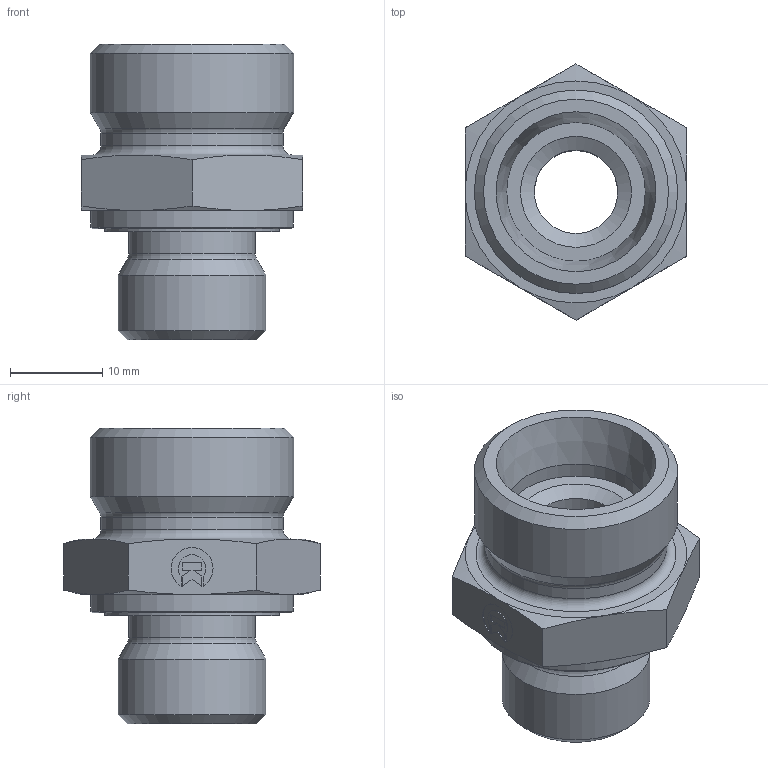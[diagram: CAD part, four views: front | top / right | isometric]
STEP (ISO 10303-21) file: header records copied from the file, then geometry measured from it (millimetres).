
FILE_DESCRIPTION((''),'2;1');
FILE_NAME('094151622.stp','2014-07-29T15:57:46',(''),('KNOMI spol. s r. o.'),'Autodesk Inventor 2012','Autodesk Inventor 2012','');
FILE_SCHEMA(('AUTOMOTIVE_DESIGN { 1 2 10303 214 0 1 1 1 }'));
Length unit declared in the file: millimetre
Products named in the file (3): PHEM2 15LM16  M16x1.5/M22x1; 095 15 1622; 609161600
Assembly tree (2 placements, depth 2):
  PHEM2 15LM16  M16x1.5/M22x1
    095 15 1622
    609161600
Bounding box: 24.01 x 27.71 x 32 mm (x, y, z)
Volume: 7181.6 mm3; surface area: 4397.4 mm2
Topology: 2 solids, 2 shells, 92 faces, 213 edges, 134 vertices
Faces by surface type: plane 45, cone 28, cylinder 14, torus 5
Full cylindrical faces by diameter (mm): 9 x1, 13.7 x1, 13.8 x1, 15 x1, 16 x1, 18.9 x1, 19 x1, 19.7 x1, 21.9 x1, 22 x1
Entity records: 2598 total; most frequent: CARTESIAN_POINT 485, DIRECTION 402, ORIENTED_EDGE 370, EDGE_CURVE 185, AXIS2_PLACEMENT_3D 156, VERTEX_POINT 131, EDGE_LOOP 130, FACE_OUTER_BOUND 92
